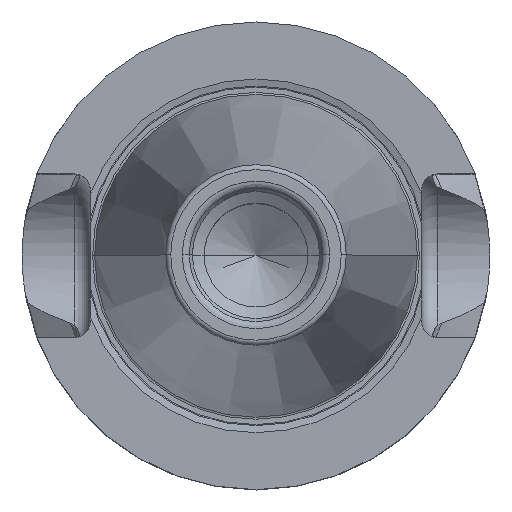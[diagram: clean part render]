
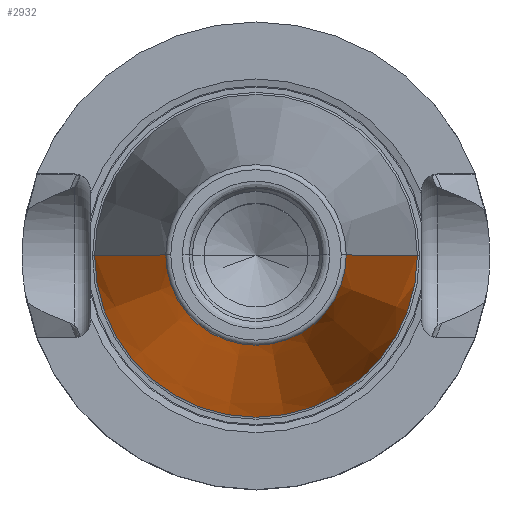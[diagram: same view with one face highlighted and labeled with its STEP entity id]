
A CAD part, top view. The second image highlights one B-rep face of the part: STEP entity #2932.
In plain terms, the highlighted conical face has half-angle 8.297 degrees and reference radius 12.377 mm.
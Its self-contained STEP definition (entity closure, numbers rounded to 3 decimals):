
#1377=CARTESIAN_POINT('',(0.,0.,0.));
#1378=DIRECTION('',(0.,0.,-1.));
#1379=DIRECTION('',(1.,0.,0.));
#1380=AXIS2_PLACEMENT_3D('',#1377,#1378,#1379);
#1393=DIRECTION('',(-0.144,0.,0.99));
#1394=VECTOR('',#1393,48.48);
#1395=CARTESIAN_POINT('',(15.875,0.,0.));
#1396=LINE('',#1395,#1394);
#1400=DIRECTION('',(0.144,0.,0.99));
#1401=VECTOR('',#1400,48.48);
#1402=CARTESIAN_POINT('',(-15.875,0.,0.));
#1403=LINE('',#1402,#1401);
#1407=CARTESIAN_POINT('',(0.,0.,47.972));
#1408=DIRECTION('',(0.,0.,-1.));
#1409=DIRECTION('',(1.,0.,0.));
#1410=AXIS2_PLACEMENT_3D('',#1407,#1408,#1409);
#1708=CARTESIAN_POINT('',(8.879,0.,47.972));
#1710=VERTEX_POINT('',#1708);
#1712=CARTESIAN_POINT('',(-8.879,0.,47.972));
#1714=VERTEX_POINT('',#1712);
#1732=CARTESIAN_POINT('',(15.875,0.,0.));
#1733=VERTEX_POINT('',#1732);
#1734=CARTESIAN_POINT('',(-15.875,0.,0.));
#1735=VERTEX_POINT('',#1734);
#2920=CARTESIAN_POINT('',(0.,0.,23.986));
#2921=DIRECTION('',(0.,0.,-1.));
#2922=DIRECTION('',(-1.,0.,0.));
#2923=AXIS2_PLACEMENT_3D('',#2920,#2921,#2922);
#2924=CONICAL_SURFACE('',#2923,12.377,8.297);
#2925=ORIENTED_EDGE('',*,*,#2887,.T.);
#2926=ORIENTED_EDGE('',*,*,#2915,.T.);
#2928=ORIENTED_EDGE('',*,*,#2927,.F.);
#2929=ORIENTED_EDGE('',*,*,#2911,.F.);
#2930=EDGE_LOOP('',(#2925,#2926,#2928,#2929));
#2931=FACE_OUTER_BOUND('',#2930,.F.);
#1381=CIRCLE('',#1380,15.875);
#1411=CIRCLE('',#1410,8.879);
#2887=EDGE_CURVE('',#1733,#1735,#1381,.T.);
#2911=EDGE_CURVE('',#1733,#1710,#1396,.T.);
#2915=EDGE_CURVE('',#1735,#1714,#1403,.T.);
#2927=EDGE_CURVE('',#1710,#1714,#1411,.T.);
#2932=ADVANCED_FACE('',(#2931),#2924,.T.);
